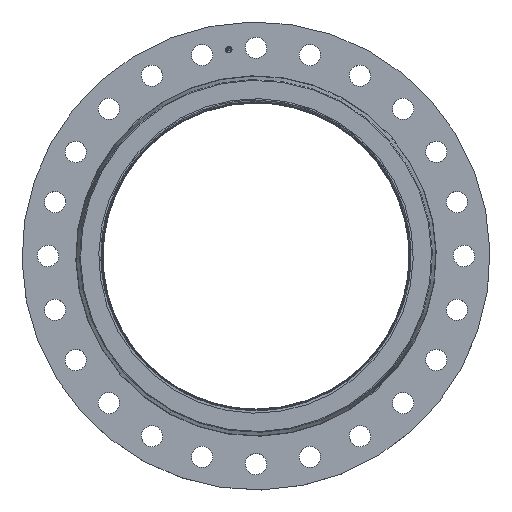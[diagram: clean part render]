
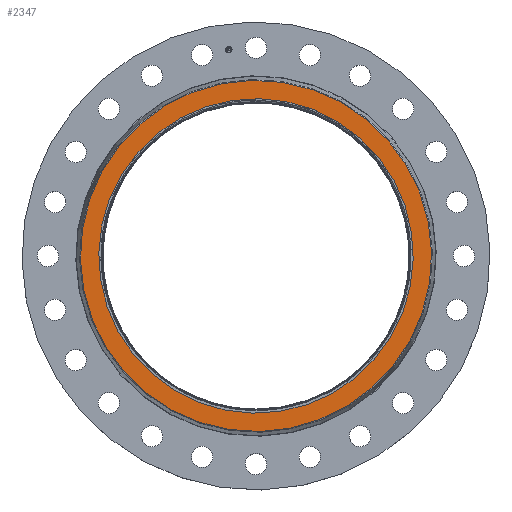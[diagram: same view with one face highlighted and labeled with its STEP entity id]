
A CAD part, top view. The second image highlights one B-rep face of the part: STEP entity #2347.
In plain terms, the highlighted planar face has unit normal (0, 0, 1).
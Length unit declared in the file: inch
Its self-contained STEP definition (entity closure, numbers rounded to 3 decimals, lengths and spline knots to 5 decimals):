
#359=AXIS2_PLACEMENT_3D('Circle Axis2P3D',#357,#358,$) ;
#385=AXIS2_PLACEMENT_3D('Circle Axis2P3D',#383,#384,$) ;
#1947=AXIS2_PLACEMENT_3D('Circle Axis2P3D',#1945,#1946,$) ;
#1971=AXIS2_PLACEMENT_3D('Circle Axis2P3D',#1969,#1970,$) ;
#2337=AXIS2_PLACEMENT_3D('Plane Axis2P3D',#2334,#2335,#2336) ;
#357=CARTESIAN_POINT('Axis2P3D Location',(0.,0.,4.13)) ;
#361=CARTESIAN_POINT('Vertex',(-5.79865,10.61436,4.13)) ;
#363=CARTESIAN_POINT('Vertex',(5.79865,-10.61436,4.13)) ;
#383=CARTESIAN_POINT('Axis2P3D Location',(0.,0.,4.13)) ;
#1942=CARTESIAN_POINT('Vertex',(-6.475,-11.8524,4.13)) ;
#1945=CARTESIAN_POINT('Axis2P3D Location',(0.,0.,4.13)) ;
#1949=CARTESIAN_POINT('Vertex',(6.475,11.8524,4.13)) ;
#1969=CARTESIAN_POINT('Axis2P3D Location',(0.,0.,4.13)) ;
#2334=CARTESIAN_POINT('Axis2P3D Location',(0.,13.50574,4.13)) ;
#358=DIRECTION('Axis2P3D Direction',(0.,0.,0.039)) ;
#384=DIRECTION('Axis2P3D Direction',(0.,0.,0.039)) ;
#1946=DIRECTION('Axis2P3D Direction',(0.,0.,-0.039)) ;
#1970=DIRECTION('Axis2P3D Direction',(0.,0.,-0.039)) ;
#2335=DIRECTION('Axis2P3D Direction',(0.,0.,-0.039)) ;
#2336=DIRECTION('Axis2P3D XDirection',(0.039,0.,0.)) ;
#2340=ORIENTED_EDGE('',*,*,#1973,.F.) ;
#2341=ORIENTED_EDGE('',*,*,#1951,.F.) ;
#2344=ORIENTED_EDGE('',*,*,#365,.T.) ;
#2345=ORIENTED_EDGE('',*,*,#387,.T.) ;
#2346=FACE_BOUND('',#2343,.T.) ;
#2347=ADVANCED_FACE('PartBody',(#2342,#2346),#2338,.F.) ;
#360=CIRCLE('generated circle',#359,12.095) ;
#386=CIRCLE('generated circle',#385,12.095) ;
#1948=CIRCLE('generated circle',#1947,13.50574) ;
#1972=CIRCLE('generated circle',#1971,13.50574) ;
#365=EDGE_CURVE('',#362,#364,#360,.F.) ;
#387=EDGE_CURVE('',#364,#362,#386,.F.) ;
#1951=EDGE_CURVE('',#1943,#1950,#1948,.T.) ;
#1973=EDGE_CURVE('',#1950,#1943,#1972,.T.) ;
#2339=EDGE_LOOP('',(#2340,#2341)) ;
#2343=EDGE_LOOP('',(#2344,#2345)) ;
#2342=FACE_OUTER_BOUND('',#2339,.T.) ;
#2338=PLANE('',#2337) ;
#362=VERTEX_POINT('',#361) ;
#364=VERTEX_POINT('',#363) ;
#1943=VERTEX_POINT('',#1942) ;
#1950=VERTEX_POINT('',#1949) ;
